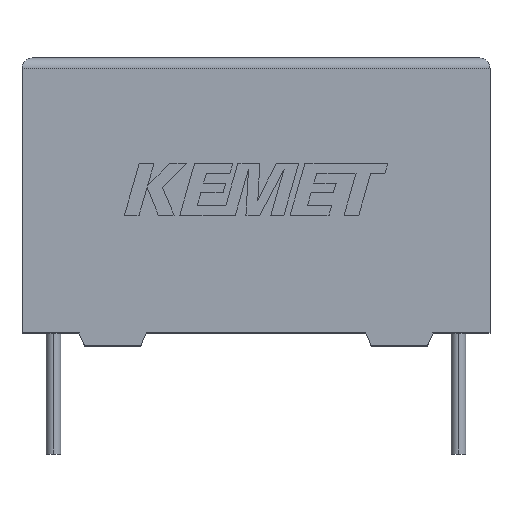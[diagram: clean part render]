
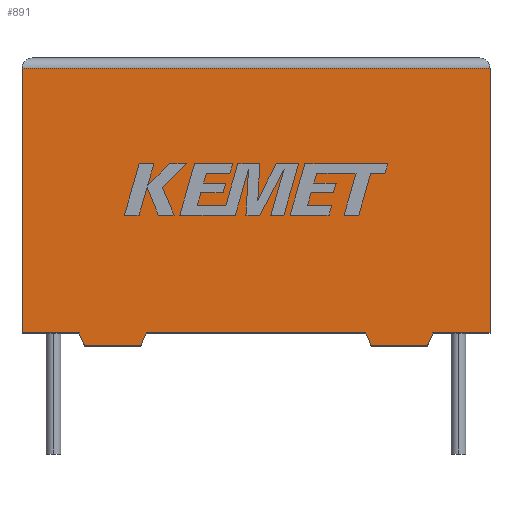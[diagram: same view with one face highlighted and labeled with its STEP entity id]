
A CAD part, top view. The second image highlights one B-rep face of the part: STEP entity #891.
In plain terms, the highlighted planar face has unit normal (0, 0, 1).
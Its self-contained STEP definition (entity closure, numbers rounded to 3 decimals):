
#60 = LINE ( 'NONE', #2097, #2860 ) ;
#88 = ORIENTED_EDGE ( 'NONE', *, *, #2823, .T. ) ;
#152 = CARTESIAN_POINT ( 'NONE',  ( 22.53, -0.72, 8. ) ) ;
#192 = ORIENTED_EDGE ( 'NONE', *, *, #2790, .T. ) ;
#239 = VERTEX_POINT ( 'NONE', #2835 ) ;
#259 = AXIS2_PLACEMENT_3D ( 'NONE', #1724, #2193, #2435 ) ;
#261 = CARTESIAN_POINT ( 'NONE',  ( 6.595, -0.72, 8. ) ) ;
#288 = ORIENTED_EDGE ( 'NONE', *, *, #1124, .T. ) ;
#313 = VERTEX_POINT ( 'NONE', #152 ) ;
#325 = DIRECTION ( 'NONE',  ( -1., 0., 0. ) ) ;
#354 = CARTESIAN_POINT ( 'NONE',  ( 6.895, 0., 8. ) ) ;
#358 = EDGE_CURVE ( 'NONE', #2825, #1637, #3236, .T. ) ;
#378 = CARTESIAN_POINT ( 'NONE',  ( 22.83, 0., 8. ) ) ;
#460 = DIRECTION ( 'NONE',  ( 1., 0., 0. ) ) ;
#486 = CARTESIAN_POINT ( 'NONE',  ( 3.17, 0., 8. ) ) ;
#528 = ORIENTED_EDGE ( 'NONE', *, *, #1777, .T. ) ;
#553 = CARTESIAN_POINT ( 'NONE',  ( 0., 0., 8. ) ) ;
#572 = VERTEX_POINT ( 'NONE', #1187 ) ;
#592 = LINE ( 'NONE', #1157, #2080 ) ;
#605 = VECTOR ( 'NONE', #460, 1000. ) ;
#609 = VECTOR ( 'NONE', #2059, 1000. ) ;
#640 = ORIENTED_EDGE ( 'NONE', *, *, #358, .T. ) ;
#672 = ORIENTED_EDGE ( 'NONE', *, *, #2440, .T. ) ;
#677 = VECTOR ( 'NONE', #1662, 1000. ) ;
#695 = CARTESIAN_POINT ( 'NONE',  ( 0., 0., 8. ) ) ;
#708 = VERTEX_POINT ( 'NONE', #1968 ) ;
#748 = CARTESIAN_POINT ( 'NONE',  ( 26., 0., 8. ) ) ;
#753 = EDGE_CURVE ( 'NONE', #2960, #1586, #2991, .T. ) ;
#806 = VECTOR ( 'NONE', #3046, 1000. ) ;
#885 = FACE_OUTER_BOUND ( 'NONE', #3185, .T. ) ;
#891 = ADVANCED_FACE ( 'NONE', ( #885 ), #1927, .F. ) ;
#910 = VERTEX_POINT ( 'NONE', #2172 ) ;
#968 = VECTOR ( 'NONE', #1230, 1000. ) ;
#1025 = VERTEX_POINT ( 'NONE', #748 ) ;
#1124 = EDGE_CURVE ( 'NONE', #1637, #708, #2714, .T. ) ;
#1130 = LINE ( 'NONE', #1602, #1985 ) ;
#1157 = CARTESIAN_POINT ( 'NONE',  ( 0., 0., 8. ) ) ;
#1179 = EDGE_CURVE ( 'NONE', #3142, #1586, #1625, .T. ) ;
#1187 = CARTESIAN_POINT ( 'NONE',  ( 22.83, 0., 8. ) ) ;
#1230 = DIRECTION ( 'NONE',  ( -0.385, 0.923, 0. ) ) ;
#1586 = VERTEX_POINT ( 'NONE', #2426 ) ;
#1602 = CARTESIAN_POINT ( 'NONE',  ( 0., 14.704, 8. ) ) ;
#1625 = LINE ( 'NONE', #2249, #968 ) ;
#1627 = DIRECTION ( 'NONE',  ( -1., 0., 0. ) ) ;
#1637 = VERTEX_POINT ( 'NONE', #2198 ) ;
#1661 = VECTOR ( 'NONE', #3120, 1000. ) ;
#1662 = DIRECTION ( 'NONE',  ( 1., 0., 0. ) ) ;
#1724 = CARTESIAN_POINT ( 'NONE',  ( 0., 0., 8. ) ) ;
#1777 = EDGE_CURVE ( 'NONE', #239, #2825, #592, .T. ) ;
#1783 = CARTESIAN_POINT ( 'NONE',  ( 0., 0., 8. ) ) ;
#1798 = EDGE_CURVE ( 'NONE', #1025, #3133, #2894, .T. ) ;
#1815 = LINE ( 'NONE', #2410, #677 ) ;
#1920 = EDGE_CURVE ( 'NONE', #708, #910, #1815, .T. ) ;
#1927 = PLANE ( 'NONE',  #259 ) ;
#1968 = CARTESIAN_POINT ( 'NONE',  ( 3.47, -0.72, 8. ) ) ;
#1984 = CARTESIAN_POINT ( 'NONE',  ( 26., 0., 8. ) ) ;
#1985 = VECTOR ( 'NONE', #325, 1000. ) ;
#2039 = VECTOR ( 'NONE', #2479, 1000. ) ;
#2059 = DIRECTION ( 'NONE',  ( 0.385, 0.923, 0. ) ) ;
#2080 = VECTOR ( 'NONE', #2657, 1000. ) ;
#2097 = CARTESIAN_POINT ( 'NONE',  ( 22.53, -0.72, 8. ) ) ;
#2124 = CARTESIAN_POINT ( 'NONE',  ( 26., 14.704, 8. ) ) ;
#2172 = CARTESIAN_POINT ( 'NONE',  ( 6.595, -0.72, 8. ) ) ;
#2193 = DIRECTION ( 'NONE',  ( 0., 0., -1. ) ) ;
#2198 = CARTESIAN_POINT ( 'NONE',  ( 3.17, 0., 8. ) ) ;
#2234 = DIRECTION ( 'NONE',  ( 0., 1., 0. ) ) ;
#2244 = VECTOR ( 'NONE', #2234, 1000. ) ;
#2249 = CARTESIAN_POINT ( 'NONE',  ( 19.405, -0.72, 8. ) ) ;
#2332 = ORIENTED_EDGE ( 'NONE', *, *, #2964, .F. ) ;
#2386 = CARTESIAN_POINT ( 'NONE',  ( 19.405, -0.72, 8. ) ) ;
#2410 = CARTESIAN_POINT ( 'NONE',  ( 3.47, -0.72, 8. ) ) ;
#2426 = CARTESIAN_POINT ( 'NONE',  ( 19.105, 0., 8. ) ) ;
#2435 = DIRECTION ( 'NONE',  ( -1., 0., 0. ) ) ;
#2440 = EDGE_CURVE ( 'NONE', #3133, #239, #1130, .T. ) ;
#2479 = DIRECTION ( 'NONE',  ( 0.385, -0.923, 0. ) ) ;
#2489 = ORIENTED_EDGE ( 'NONE', *, *, #1798, .T. ) ;
#2497 = ORIENTED_EDGE ( 'NONE', *, *, #1920, .T. ) ;
#2568 = ORIENTED_EDGE ( 'NONE', *, *, #753, .T. ) ;
#2584 = ORIENTED_EDGE ( 'NONE', *, *, #3110, .F. ) ;
#2592 = LINE ( 'NONE', #261, #609 ) ;
#2625 = CARTESIAN_POINT ( 'NONE',  ( 0., 0., 8. ) ) ;
#2631 = VECTOR ( 'NONE', #2874, 1000. ) ;
#2657 = DIRECTION ( 'NONE',  ( 0., -1., 0. ) ) ;
#2708 = LINE ( 'NONE', #378, #1661 ) ;
#2714 = LINE ( 'NONE', #486, #2039 ) ;
#2790 = EDGE_CURVE ( 'NONE', #910, #2960, #2592, .T. ) ;
#2823 = EDGE_CURVE ( 'NONE', #572, #1025, #3201, .T. ) ;
#2825 = VERTEX_POINT ( 'NONE', #553 ) ;
#2835 = CARTESIAN_POINT ( 'NONE',  ( 0., 14.704, 8. ) ) ;
#2860 = VECTOR ( 'NONE', #1627, 1000. ) ;
#2874 = DIRECTION ( 'NONE',  ( 1., 0., 0. ) ) ;
#2894 = LINE ( 'NONE', #1984, #2244 ) ;
#2960 = VERTEX_POINT ( 'NONE', #354 ) ;
#2964 = EDGE_CURVE ( 'NONE', #313, #3142, #60, .T. ) ;
#2991 = LINE ( 'NONE', #2625, #2631 ) ;
#3046 = DIRECTION ( 'NONE',  ( 1., 0., 0. ) ) ;
#3089 = ORIENTED_EDGE ( 'NONE', *, *, #1179, .F. ) ;
#3110 = EDGE_CURVE ( 'NONE', #572, #313, #2708, .T. ) ;
#3120 = DIRECTION ( 'NONE',  ( -0.385, -0.923, 0. ) ) ;
#3133 = VERTEX_POINT ( 'NONE', #2124 ) ;
#3142 = VERTEX_POINT ( 'NONE', #2386 ) ;
#3185 = EDGE_LOOP ( 'NONE', ( #2489, #672, #528, #640, #288, #2497, #192, #2568, #3089, #2332, #2584, #88 ) ) ;
#3201 = LINE ( 'NONE', #1783, #806 ) ;
#3236 = LINE ( 'NONE', #695, #605 ) ;
